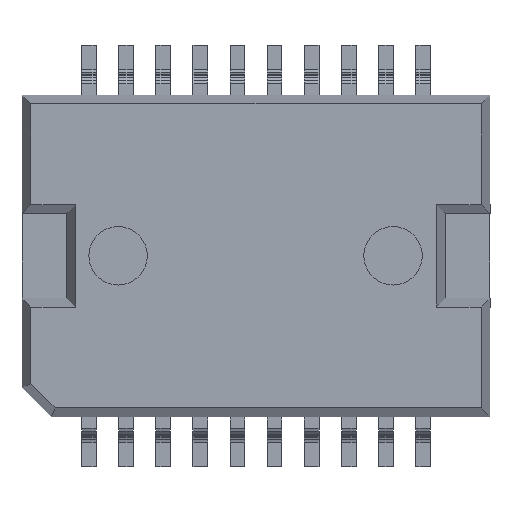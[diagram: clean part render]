
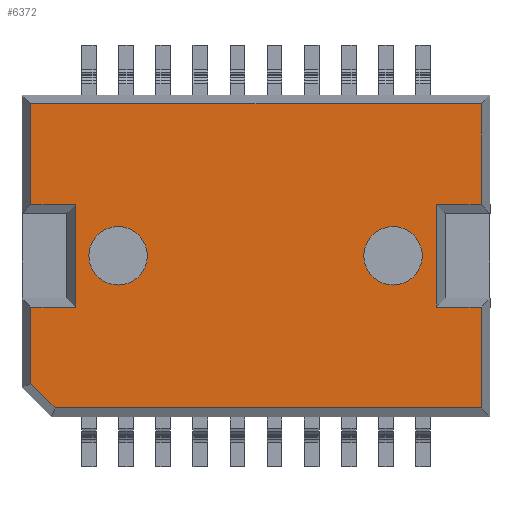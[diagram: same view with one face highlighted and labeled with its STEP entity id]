
A CAD part, top view. The second image highlights one B-rep face of the part: STEP entity #6372.
In plain terms, the highlighted planar face has unit normal (0, 0, 1).
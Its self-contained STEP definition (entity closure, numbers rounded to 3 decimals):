
#5490 = VERTEX_POINT ( 'NONE', #22629 ) ;
#5514 = VERTEX_POINT ( 'NONE', #22778 ) ;
#5519 = EDGE_CURVE ( 'NONE', #5520, #5514, #22744, .T. ) ;
#5520 = VERTEX_POINT ( 'NONE', #22768 ) ;
#5529 = VERTEX_POINT ( 'NONE', #22820 ) ;
#5535 = EDGE_CURVE ( 'NONE', #5529, #5490, #22793, .T. ) ;
#6215 = VERTEX_POINT ( 'NONE', #24787 ) ;
#6218 = EDGE_CURVE ( 'NONE', #6222, #6215, #24781, .T. ) ;
#6222 = VERTEX_POINT ( 'NONE', #24750 ) ;
#6228 = EDGE_CURVE ( 'NONE', #5514, #5520, #24798, .T. ) ;
#6246 = VERTEX_POINT ( 'NONE', #24866 ) ;
#6250 = EDGE_CURVE ( 'NONE', #6259, #6246, #24905, .T. ) ;
#6253 = VERTEX_POINT ( 'NONE', #24938 ) ;
#6255 = VERTEX_POINT ( 'NONE', #24945 ) ;
#6259 = VERTEX_POINT ( 'NONE', #24944 ) ;
#6266 = VERTEX_POINT ( 'NONE', #24957 ) ;
#6271 = EDGE_CURVE ( 'NONE', #6215, #6266, #24985, .T. ) ;
#6272 = EDGE_CURVE ( 'NONE', #6266, #6253, #24975, .T. ) ;
#6277 = EDGE_CURVE ( 'NONE', #5490, #5529, #24971, .T. ) ;
#6282 = EDGE_CURVE ( 'NONE', #6302, #6344, #24921, .T. ) ;
#6289 = EDGE_CURVE ( 'NONE', #6291, #6336, #25039, .T. ) ;
#6290 = EDGE_CURVE ( 'NONE', #6344, #6291, #25035, .T. ) ;
#6291 = VERTEX_POINT ( 'NONE', #25034 ) ;
#6292 = EDGE_CURVE ( 'NONE', #6255, #6302, #25028, .T. ) ;
#6302 = VERTEX_POINT ( 'NONE', #25090 ) ;
#6308 = EDGE_CURVE ( 'NONE', #6253, #6259, #25108, .T. ) ;
#6311 = EDGE_CURVE ( 'NONE', #6246, #6255, #25080, .T. ) ;
#6317 = EDGE_LOOP ( 'NONE', ( #6374, #6326, #6373, #6371, #6377, #6375, #6379, #6376, #6361, #6378, #6363, #6360, #6366 ) ) ;
#6323 = EDGE_CURVE ( 'NONE', #6336, #6331, #25152, .T. ) ;
#6326 = ORIENTED_EDGE ( 'NONE', *, *, #6339, .T. ) ;
#6328 = VERTEX_POINT ( 'NONE', #25167 ) ;
#6331 = VERTEX_POINT ( 'NONE', #25178 ) ;
#6336 = VERTEX_POINT ( 'NONE', #25204 ) ;
#6339 = EDGE_CURVE ( 'NONE', #6328, #6222, #25199, .T. ) ;
#6344 = VERTEX_POINT ( 'NONE', #25203 ) ;
#6359 = ORIENTED_EDGE ( 'NONE', *, *, #6228, .T. ) ;
#6360 = ORIENTED_EDGE ( 'NONE', *, *, #6289, .T. ) ;
#6361 = ORIENTED_EDGE ( 'NONE', *, *, #6292, .T. ) ;
#6362 = ORIENTED_EDGE ( 'NONE', *, *, #5535, .T. ) ;
#6363 = ORIENTED_EDGE ( 'NONE', *, *, #6290, .T. ) ;
#6364 = ORIENTED_EDGE ( 'NONE', *, *, #6277, .T. ) ;
#6365 = EDGE_LOOP ( 'NONE', ( #6362, #6364 ) ) ;
#6366 = ORIENTED_EDGE ( 'NONE', *, *, #6323, .T. ) ;
#6367 = ORIENTED_EDGE ( 'NONE', *, *, #5519, .T. ) ;
#6368 = EDGE_LOOP ( 'NONE', ( #6367, #6359 ) ) ;
#6371 = ORIENTED_EDGE ( 'NONE', *, *, #6271, .T. ) ;
#6372 = ADVANCED_FACE ( 'NONE', ( #25281, #25260, #25282 ), #25247, .T. ) ;
#6373 = ORIENTED_EDGE ( 'NONE', *, *, #6218, .T. ) ;
#6374 = ORIENTED_EDGE ( 'NONE', *, *, #6381, .T. ) ;
#6375 = ORIENTED_EDGE ( 'NONE', *, *, #6308, .T. ) ;
#6376 = ORIENTED_EDGE ( 'NONE', *, *, #6311, .T. ) ;
#6377 = ORIENTED_EDGE ( 'NONE', *, *, #6272, .T. ) ;
#6378 = ORIENTED_EDGE ( 'NONE', *, *, #6282, .T. ) ;
#6379 = ORIENTED_EDGE ( 'NONE', *, *, #6250, .T. ) ;
#6381 = EDGE_CURVE ( 'NONE', #6331, #6328, #25309, .T. ) ;
#22629 = CARTESIAN_POINT ( 'NONE',  ( 0., 6.8, 3.6 ) ) ;
#22731 = AXIS2_PLACEMENT_3D ( 'NONE', #22747, #22767, #22766 ) ;
#22744 = CIRCLE ( 'NONE', #22731, 1. ) ;
#22747 = CARTESIAN_POINT ( 'NONE',  ( 10.4, 6.8, 3.6 ) ) ;
#22766 = DIRECTION ( 'NONE',  ( 1., 0., 0. ) ) ;
#22767 = DIRECTION ( 'NONE',  ( 0., 0., -1. ) ) ;
#22768 = CARTESIAN_POINT ( 'NONE',  ( 11.4, 6.8, 3.6 ) ) ;
#22778 = CARTESIAN_POINT ( 'NONE',  ( 9.4, 6.8, 3.6 ) ) ;
#22793 = CIRCLE ( 'NONE', #22812, 1. ) ;
#22808 = DIRECTION ( 'NONE',  ( 1., 0., 0. ) ) ;
#22809 = DIRECTION ( 'NONE',  ( 0., 0., -1. ) ) ;
#22810 = CARTESIAN_POINT ( 'NONE',  ( 1., 6.8, 3.6 ) ) ;
#22812 = AXIS2_PLACEMENT_3D ( 'NONE', #22810, #22809, #22808 ) ;
#22820 = CARTESIAN_POINT ( 'NONE',  ( 2., 6.8, 3.6 ) ) ;
#24750 = CARTESIAN_POINT ( 'NONE',  ( 13.415, 12., 3.6 ) ) ;
#24778 = DIRECTION ( 'NONE',  ( -1., 0., 0. ) ) ;
#24779 = VECTOR ( 'NONE', #24778, 1000. ) ;
#24780 = CARTESIAN_POINT ( 'NONE',  ( -2.285, 12., 3.6 ) ) ;
#24781 = LINE ( 'NONE', #24780, #24779 ) ;
#24787 = CARTESIAN_POINT ( 'NONE',  ( -1.985, 12., 3.6 ) ) ;
#24798 = CIRCLE ( 'NONE', #24834, 1. ) ;
#24831 = DIRECTION ( 'NONE',  ( 1., 0., 0. ) ) ;
#24832 = DIRECTION ( 'NONE',  ( 0., 0., -1. ) ) ;
#24833 = CARTESIAN_POINT ( 'NONE',  ( 10.4, 6.8, 3.6 ) ) ;
#24834 = AXIS2_PLACEMENT_3D ( 'NONE', #24833, #24832, #24831 ) ;
#24847 = CARTESIAN_POINT ( 'NONE',  ( -2.285, 5.05, 3.6 ) ) ;
#24866 = CARTESIAN_POINT ( 'NONE',  ( -1.985, 5.05, 3.6 ) ) ;
#24902 = DIRECTION ( 'NONE',  ( -1., 0., 0. ) ) ;
#24903 = VECTOR ( 'NONE', #24902, 1000. ) ;
#24905 = LINE ( 'NONE', #24847, #24903 ) ;
#24921 = LINE ( 'NONE', #25008, #25007 ) ;
#24938 = CARTESIAN_POINT ( 'NONE',  ( -0.45, 8.55, 3.6 ) ) ;
#24944 = CARTESIAN_POINT ( 'NONE',  ( -0.45, 5.05, 3.6 ) ) ;
#24945 = CARTESIAN_POINT ( 'NONE',  ( -1.985, 2.429, 3.6 ) ) ;
#24957 = CARTESIAN_POINT ( 'NONE',  ( -1.985, 8.55, 3.6 ) ) ;
#24969 = CARTESIAN_POINT ( 'NONE',  ( 1., 6.8, 3.6 ) ) ;
#24971 = CIRCLE ( 'NONE', #24976, 1. ) ;
#24972 = DIRECTION ( 'NONE',  ( 1., 0., 0. ) ) ;
#24973 = VECTOR ( 'NONE', #24972, 1000. ) ;
#24974 = CARTESIAN_POINT ( 'NONE',  ( -2.285, 8.55, 3.6 ) ) ;
#24975 = LINE ( 'NONE', #24974, #24973 ) ;
#24976 = AXIS2_PLACEMENT_3D ( 'NONE', #24969, #24984, #24980 ) ;
#24977 = DIRECTION ( 'NONE',  ( 0., -1., 0. ) ) ;
#24978 = VECTOR ( 'NONE', #24977, 1000. ) ;
#24979 = CARTESIAN_POINT ( 'NONE',  ( -1.985, 12.3, 3.6 ) ) ;
#24980 = DIRECTION ( 'NONE',  ( 1., 0., 0. ) ) ;
#24984 = DIRECTION ( 'NONE',  ( 0., 0., -1. ) ) ;
#24985 = LINE ( 'NONE', #24979, #24978 ) ;
#25006 = DIRECTION ( 'NONE',  ( 1., 0., 0. ) ) ;
#25007 = VECTOR ( 'NONE', #25006, 1000. ) ;
#25008 = CARTESIAN_POINT ( 'NONE',  ( -2.285, 1.6, 3.6 ) ) ;
#25025 = DIRECTION ( 'NONE',  ( 0.707, -0.707, 0. ) ) ;
#25026 = VECTOR ( 'NONE', #25025, 1000. ) ;
#25027 = CARTESIAN_POINT ( 'NONE',  ( -1.985, 2.429, 3.6 ) ) ;
#25028 = LINE ( 'NONE', #25027, #25026 ) ;
#25031 = DIRECTION ( 'NONE',  ( 0., 1., 0. ) ) ;
#25032 = VECTOR ( 'NONE', #25031, 1000. ) ;
#25033 = CARTESIAN_POINT ( 'NONE',  ( 13.415, 12.3, 3.6 ) ) ;
#25034 = CARTESIAN_POINT ( 'NONE',  ( 13.415, 5.05, 3.6 ) ) ;
#25035 = LINE ( 'NONE', #25033, #25032 ) ;
#25036 = DIRECTION ( 'NONE',  ( -1., 0., 0. ) ) ;
#25037 = VECTOR ( 'NONE', #25036, 1000. ) ;
#25038 = CARTESIAN_POINT ( 'NONE',  ( -2.285, 5.05, 3.6 ) ) ;
#25039 = LINE ( 'NONE', #25038, #25037 ) ;
#25080 = LINE ( 'NONE', #25102, #25101 ) ;
#25090 = CARTESIAN_POINT ( 'NONE',  ( -1.156, 1.6, 3.6 ) ) ;
#25100 = DIRECTION ( 'NONE',  ( 0., -1., 0. ) ) ;
#25101 = VECTOR ( 'NONE', #25100, 1000. ) ;
#25102 = CARTESIAN_POINT ( 'NONE',  ( -1.985, 12.3, 3.6 ) ) ;
#25105 = DIRECTION ( 'NONE',  ( 0., -1., 0. ) ) ;
#25106 = VECTOR ( 'NONE', #25105, 1000. ) ;
#25107 = CARTESIAN_POINT ( 'NONE',  ( -0.45, 12.3, 3.6 ) ) ;
#25108 = LINE ( 'NONE', #25107, #25106 ) ;
#25149 = DIRECTION ( 'NONE',  ( 0., 1., 0. ) ) ;
#25150 = VECTOR ( 'NONE', #25149, 1000. ) ;
#25151 = CARTESIAN_POINT ( 'NONE',  ( 11.88, 12.3, 3.6 ) ) ;
#25152 = LINE ( 'NONE', #25151, #25150 ) ;
#25167 = CARTESIAN_POINT ( 'NONE',  ( 13.415, 8.55, 3.6 ) ) ;
#25178 = CARTESIAN_POINT ( 'NONE',  ( 11.88, 8.55, 3.6 ) ) ;
#25196 = DIRECTION ( 'NONE',  ( 0., 1., 0. ) ) ;
#25197 = VECTOR ( 'NONE', #25196, 1000. ) ;
#25198 = CARTESIAN_POINT ( 'NONE',  ( 13.415, 12.3, 3.6 ) ) ;
#25199 = LINE ( 'NONE', #25198, #25197 ) ;
#25203 = CARTESIAN_POINT ( 'NONE',  ( 13.415, 1.6, 3.6 ) ) ;
#25204 = CARTESIAN_POINT ( 'NONE',  ( 11.88, 5.05, 3.6 ) ) ;
#25247 = PLANE ( 'NONE',  #25290 ) ;
#25260 = FACE_BOUND ( 'NONE', #6365, .T. ) ;
#25281 = FACE_OUTER_BOUND ( 'NONE', #6317, .T. ) ;
#25282 = FACE_BOUND ( 'NONE', #6368, .T. ) ;
#25290 = AXIS2_PLACEMENT_3D ( 'NONE', #25314, #25313, #25312 ) ;
#25306 = DIRECTION ( 'NONE',  ( 1., 0., 0. ) ) ;
#25307 = VECTOR ( 'NONE', #25306, 1000. ) ;
#25308 = CARTESIAN_POINT ( 'NONE',  ( -2.285, 8.55, 3.6 ) ) ;
#25309 = LINE ( 'NONE', #25308, #25307 ) ;
#25312 = DIRECTION ( 'NONE',  ( 1., 0., 0. ) ) ;
#25313 = DIRECTION ( 'NONE',  ( 0., 0., 1. ) ) ;
#25314 = CARTESIAN_POINT ( 'NONE',  ( -2.285, 12.3, 3.6 ) ) ;
